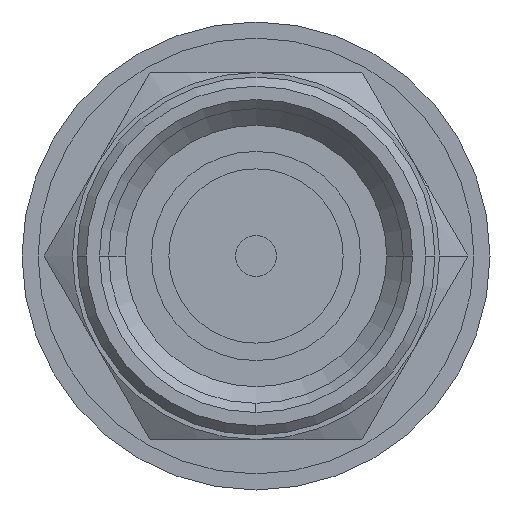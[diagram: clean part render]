
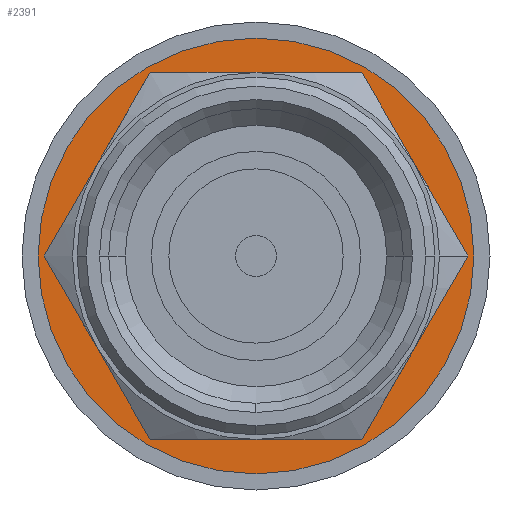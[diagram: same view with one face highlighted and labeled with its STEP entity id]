
A CAD part, left-side view. The second image highlights one B-rep face of the part: STEP entity #2391.
In plain terms, the highlighted planar face has unit normal (-1, 0, 0).
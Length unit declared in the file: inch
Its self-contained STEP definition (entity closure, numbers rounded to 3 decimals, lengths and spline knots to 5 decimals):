
#323 = CARTESIAN_POINT ( 'NONE',  ( 0.42126, 0., 0. ) ) ;
#1119 = DIRECTION ( 'NONE',  ( 0., 1., 0. ) ) ;
#1121 = ORIENTED_EDGE ( 'NONE', *, *, #8318, .T. ) ;
#1297 = FACE_BOUND ( 'NONE', #9836, .T. ) ;
#1393 = EDGE_LOOP ( 'NONE', ( #1121, #2911 ) ) ;
#1887 = AXIS2_PLACEMENT_3D ( 'NONE', #323, #3716, #6094 ) ;
#2105 = CARTESIAN_POINT ( 'NONE',  ( 0.42126, 0.18701, 0. ) ) ;
#2391 = ADVANCED_FACE ( 'NONE', ( #1297, #3030 ), #4764, .T. ) ;
#2545 = EDGE_CURVE ( 'NONE', #4088, #6439, #5498, .T. ) ;
#2911 = ORIENTED_EDGE ( 'NONE', *, *, #4152, .F. ) ;
#3030 = FACE_OUTER_BOUND ( 'NONE', #1393, .T. ) ;
#3399 = VERTEX_POINT ( 'NONE', #5312 ) ;
#3705 = DIRECTION ( 'NONE',  ( 0., 1., 0. ) ) ;
#3716 = DIRECTION ( 'NONE',  ( 1., 0., 0. ) ) ;
#3809 = DIRECTION ( 'NONE',  ( -1., 0., 0. ) ) ;
#4004 = AXIS2_PLACEMENT_3D ( 'NONE', #4170, #7565, #6426 ) ;
#4088 = VERTEX_POINT ( 'NONE', #10309 ) ;
#4152 = EDGE_CURVE ( 'NONE', #5078, #3399, #4545, .T. ) ;
#4170 = CARTESIAN_POINT ( 'NONE',  ( 0.42126, 0., 0. ) ) ;
#4203 = DIRECTION ( 'NONE',  ( 0., 0., 1. ) ) ;
#4545 = CIRCLE ( 'NONE', #4004, 0.18701 ) ;
#4764 = PLANE ( 'NONE',  #10129 ) ;
#5078 = VERTEX_POINT ( 'NONE', #2105 ) ;
#5133 = DIRECTION ( 'NONE',  ( -1., 0., 0. ) ) ;
#5312 = CARTESIAN_POINT ( 'NONE',  ( 0.42126, -0.18701, 0. ) ) ;
#5498 = CIRCLE ( 'NONE', #8160, 0.125 ) ;
#6094 = DIRECTION ( 'NONE',  ( 0., 1., 0. ) ) ;
#6370 = CARTESIAN_POINT ( 'NONE',  ( 0.42126, 0., 0. ) ) ;
#6426 = DIRECTION ( 'NONE',  ( 0., 1., 0. ) ) ;
#6427 = CARTESIAN_POINT ( 'NONE',  ( 0.42126, 0., 0. ) ) ;
#6439 = VERTEX_POINT ( 'NONE', #10892 ) ;
#6458 = ORIENTED_EDGE ( 'NONE', *, *, #2545, .F. ) ;
#7565 = DIRECTION ( 'NONE',  ( 1., 0., 0. ) ) ;
#8160 = AXIS2_PLACEMENT_3D ( 'NONE', #10028, #5133, #1119 ) ;
#8270 = AXIS2_PLACEMENT_3D ( 'NONE', #6370, #3809, #3705 ) ;
#8318 = EDGE_CURVE ( 'NONE', #5078, #3399, #10753, .T. ) ;
#8422 = DIRECTION ( 'NONE',  ( -1., 0., 0. ) ) ;
#9663 = EDGE_CURVE ( 'NONE', #4088, #6439, #10963, .T. ) ;
#9836 = EDGE_LOOP ( 'NONE', ( #10344, #6458 ) ) ;
#10028 = CARTESIAN_POINT ( 'NONE',  ( 0.42126, 0., 0. ) ) ;
#10129 = AXIS2_PLACEMENT_3D ( 'NONE', #6427, #8422, #4203 ) ;
#10309 = CARTESIAN_POINT ( 'NONE',  ( 0.42126, 0.125, 0. ) ) ;
#10344 = ORIENTED_EDGE ( 'NONE', *, *, #9663, .T. ) ;
#10753 = CIRCLE ( 'NONE', #8270, 0.18701 ) ;
#10892 = CARTESIAN_POINT ( 'NONE',  ( 0.42126, -0.125, 0. ) ) ;
#10963 = CIRCLE ( 'NONE', #1887, 0.125 ) ;
